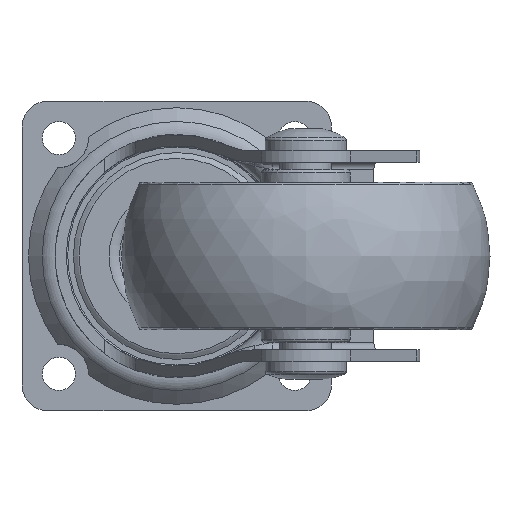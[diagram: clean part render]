
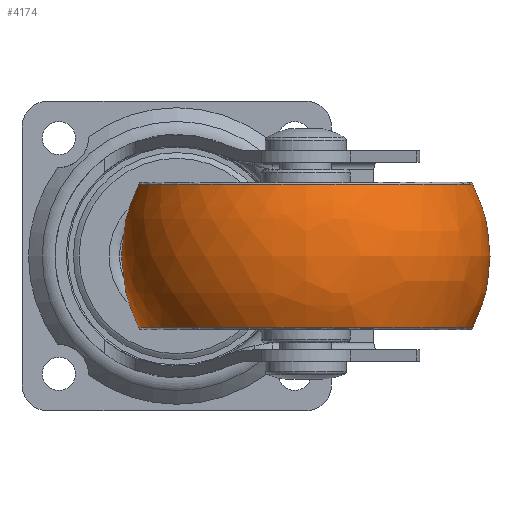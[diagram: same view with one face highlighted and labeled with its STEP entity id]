
A CAD part, front view. The second image highlights one B-rep face of the part: STEP entity #4174.
In plain terms, the highlighted free-form (B-spline) face has degree [2, 2] with [3, 9] control points.
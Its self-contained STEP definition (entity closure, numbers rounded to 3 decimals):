
#102=(
BOUNDED_SURFACE()
B_SPLINE_SURFACE(2,2,((#15453,#15454,#15455,#15456,#15457,#15458,#15459,
#15460,#15461),(#15462,#15463,#15464,#15465,#15466,#15467,#15468,#15469,
#15470),(#15471,#15472,#15473,#15474,#15475,#15476,#15477,#15478,#15479)),
 .UNSPECIFIED.,.F.,.T.,.F.)
B_SPLINE_SURFACE_WITH_KNOTS((3,3),(3,2,2,2,3),(-0.476,0.476),
(-3.142,-1.571,0.,1.571,3.142),
 .UNSPECIFIED.)
GEOMETRIC_REPRESENTATION_ITEM()
RATIONAL_B_SPLINE_SURFACE(((1.,0.707,1.,0.707,1.,
0.707,1.,0.707,1.),(0.889,0.629,
0.889,0.629,0.889,0.629,0.889,
0.629,0.889),(1.,0.707,1.,0.707,
1.,0.707,1.,0.707,1.)))
REPRESENTATION_ITEM('')
SURFACE()
);
#1140=FACE_OUTER_BOUND('',#1419,.T.);
#1419=EDGE_LOOP('',(#3560,#3561,#3562,#3563,#3564,#3565));
#1670=CIRCLE('',#4760,22.642);
#1671=CIRCLE('',#4761,22.642);
#1672=CIRCLE('',#4762,21.25);
#1673=CIRCLE('',#4763,22.642);
#1674=CIRCLE('',#4764,22.642);
#2035=VERTEX_POINT('',#15480);
#2036=VERTEX_POINT('',#15481);
#2037=VERTEX_POINT('',#15484);
#2038=VERTEX_POINT('',#15486);
#2564=EDGE_CURVE('',#2035,#2036,#1670,.T.);
#2565=EDGE_CURVE('',#2036,#2035,#1671,.T.);
#2566=EDGE_CURVE('',#2036,#2037,#1672,.T.);
#2567=EDGE_CURVE('',#2037,#2038,#1673,.T.);
#2568=EDGE_CURVE('',#2038,#2037,#1674,.T.);
#3560=ORIENTED_EDGE('',*,*,#2564,.F.);
#3561=ORIENTED_EDGE('',*,*,#2565,.F.);
#3562=ORIENTED_EDGE('',*,*,#2566,.T.);
#3563=ORIENTED_EDGE('',*,*,#2567,.T.);
#3564=ORIENTED_EDGE('',*,*,#2568,.T.);
#3565=ORIENTED_EDGE('',*,*,#2566,.F.);
#4174=ADVANCED_FACE('',(#1140),#102,.F.);
#4760=AXIS2_PLACEMENT_3D('',#15482,#5688,#5689);
#4761=AXIS2_PLACEMENT_3D('',#15483,#5690,#5691);
#4762=AXIS2_PLACEMENT_3D('',#15485,#5692,#5693);
#4763=AXIS2_PLACEMENT_3D('',#15487,#5694,#5695);
#4764=AXIS2_PLACEMENT_3D('',#15488,#5696,#5697);
#5688=DIRECTION('center_axis',(0.,1.,0.));
#5689=DIRECTION('ref_axis',(-1.,0.,0.));
#5690=DIRECTION('center_axis',(0.,1.,0.));
#5691=DIRECTION('ref_axis',(-1.,0.,0.));
#5692=DIRECTION('center_axis',(-1.,0.,0.));
#5693=DIRECTION('ref_axis',(0.,0.,
-1.));
#5694=DIRECTION('center_axis',(0.,1.,0.));
#5695=DIRECTION('ref_axis',(-1.,0.,0.));
#5696=DIRECTION('center_axis',(0.,1.,0.));
#5697=DIRECTION('ref_axis',(-1.,0.,0.));
#15453=CARTESIAN_POINT('Ctrl Pts',(0.,-9.729,
-22.642));
#15454=CARTESIAN_POINT('Ctrl Pts',(-22.642,-9.729,
-22.642));
#15455=CARTESIAN_POINT('Ctrl Pts',(-22.642,-9.729,
0.));
#15456=CARTESIAN_POINT('Ctrl Pts',(-22.642,-9.729,
22.642));
#15457=CARTESIAN_POINT('Ctrl Pts',(0.,-9.729,
22.642));
#15458=CARTESIAN_POINT('Ctrl Pts',(22.642,-9.729,22.642));
#15459=CARTESIAN_POINT('Ctrl Pts',(22.642,-9.729,0.));
#15460=CARTESIAN_POINT('Ctrl Pts',(22.642,-9.729,-22.642));
#15461=CARTESIAN_POINT('Ctrl Pts',(0.,-9.729,
-22.642));
#15462=CARTESIAN_POINT('Ctrl Pts',(0.,0.,
-27.652));
#15463=CARTESIAN_POINT('Ctrl Pts',(-27.652,0.,
-27.652));
#15464=CARTESIAN_POINT('Ctrl Pts',(-27.652,0.,
0.));
#15465=CARTESIAN_POINT('Ctrl Pts',(-27.652,0.,
27.652));
#15466=CARTESIAN_POINT('Ctrl Pts',(0.,0.,
27.652));
#15467=CARTESIAN_POINT('Ctrl Pts',(27.652,0.,
27.652));
#15468=CARTESIAN_POINT('Ctrl Pts',(27.652,0.,
0.));
#15469=CARTESIAN_POINT('Ctrl Pts',(27.652,0.,
-27.652));
#15470=CARTESIAN_POINT('Ctrl Pts',(0.,0.,
-27.652));
#15471=CARTESIAN_POINT('Ctrl Pts',(0.,9.729,
-22.642));
#15472=CARTESIAN_POINT('Ctrl Pts',(-22.642,9.729,-22.642));
#15473=CARTESIAN_POINT('Ctrl Pts',(-22.642,9.729,0.));
#15474=CARTESIAN_POINT('Ctrl Pts',(-22.642,9.729,22.642));
#15475=CARTESIAN_POINT('Ctrl Pts',(0.,9.729,
22.642));
#15476=CARTESIAN_POINT('Ctrl Pts',(22.642,9.729,22.642));
#15477=CARTESIAN_POINT('Ctrl Pts',(22.642,9.729,0.));
#15478=CARTESIAN_POINT('Ctrl Pts',(22.642,9.729,-22.642));
#15479=CARTESIAN_POINT('Ctrl Pts',(0.,9.729,
-22.642));
#15480=CARTESIAN_POINT('',(22.642,9.729,0.145));
#15481=CARTESIAN_POINT('',(0.,9.729,-22.642));
#15482=CARTESIAN_POINT('Origin',(0.,9.729,0.));
#15483=CARTESIAN_POINT('Origin',(0.,9.729,0.));
#15484=CARTESIAN_POINT('',(0.,-9.729,-22.642));
#15485=CARTESIAN_POINT('Origin',(0.,0.,
-3.75));
#15486=CARTESIAN_POINT('',(22.642,-9.729,0.098));
#15487=CARTESIAN_POINT('Origin',(0.,-9.729,0.));
#15488=CARTESIAN_POINT('Origin',(0.,-9.729,0.));
